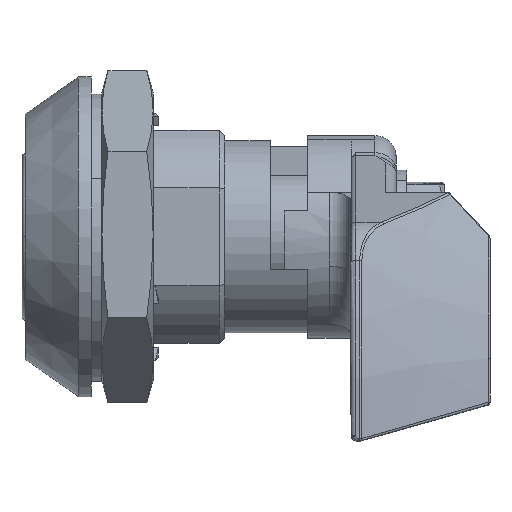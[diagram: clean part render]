
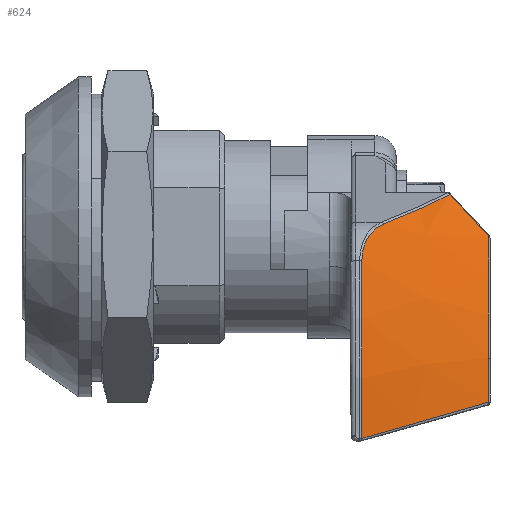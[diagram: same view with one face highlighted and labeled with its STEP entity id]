
A CAD part, left-side view. The second image highlights one B-rep face of the part: STEP entity #624.
In plain terms, the highlighted conical face has half-angle 43.294 degrees and reference radius 31.304 mm.
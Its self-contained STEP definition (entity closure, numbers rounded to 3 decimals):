
#254 = VERTEX_POINT ( 'NONE', #11950 ) ;
#311 = CARTESIAN_POINT ( 'NONE',  ( -21.902, -36.937, 2.579 ) ) ;
#338 = EDGE_LOOP ( 'NONE', ( #6678, #16708, #13740, #3943, #3360, #5071 ) ) ;
#493 = CARTESIAN_POINT ( 'NONE',  ( -32.23, -31.587, -18.907 ) ) ;
#523 = CARTESIAN_POINT ( 'NONE',  ( -27.284, -32.937, 0.853 ) ) ;
#624 = ADVANCED_FACE ( 'NONE', ( #3201 ), #2690, .T. ) ;
#1819 = CARTESIAN_POINT ( 'NONE',  ( -21.94, -36.91, 2.567 ) ) ;
#1840 = CIRCLE ( 'NONE', #10184, 25.689 ) ;
#2035 = CARTESIAN_POINT ( 'NONE',  ( -28.736, -32.034, -0.206 ) ) ;
#2050 = VERTEX_POINT ( 'NONE', #14081 ) ;
#2158 = CARTESIAN_POINT ( 'NONE',  ( -30.044, -31.587, -2.271 ) ) ;
#2671 = AXIS2_PLACEMENT_3D ( 'NONE', #6086, #16755, #7607 ) ;
#2690 = CONICAL_SURFACE ( 'NONE', #8882, 31.304, 0.756 ) ;
#3201 = FACE_OUTER_BOUND ( 'NONE', #338, .T. ) ;
#3307 = CARTESIAN_POINT ( 'NONE',  ( -18.095, -39.418, 3.759 ) ) ;
#3326 = EDGE_CURVE ( 'NONE', #17871, #10622, #1840, .T. ) ;
#3360 = ORIENTED_EDGE ( 'NONE', *, *, #19201, .F. ) ;
#3367 = CARTESIAN_POINT ( 'NONE',  ( -24.816, -34.839, 1.682 ) ) ;
#3417 = DIRECTION ( 'NONE',  ( 0., 1., 0. ) ) ;
#3427 = CARTESIAN_POINT ( 'NONE',  ( -16.138, -43.506, 0.012 ) ) ;
#3580 = CARTESIAN_POINT ( 'NONE',  ( -29.729, -31.619, -1.536 ) ) ;
#3613 = CARTESIAN_POINT ( 'NONE',  ( -32.23, -31.587, -18.907 ) ) ;
#3943 = ORIENTED_EDGE ( 'NONE', *, *, #3326, .T. ) ;
#4271 = EDGE_CURVE ( 'NONE', #254, #2050, #13637, .T. ) ;
#4802 = CARTESIAN_POINT ( 'NONE',  ( -20.008, -38.214, 3.166 ) ) ;
#4976 = CARTESIAN_POINT ( 'NONE',  ( -25.932, -38.413, -16.971 ) ) ;
#4986 = EDGE_CURVE ( 'NONE', #17871, #9261, #5903, .T. ) ;
#5066 = CARTESIAN_POINT ( 'NONE',  ( -30.044, -31.587, -2.271 ) ) ;
#5071 = ORIENTED_EDGE ( 'NONE', *, *, #4271, .T. ) ;
#5903 = B_SPLINE_CURVE_WITH_KNOTS ( 'NONE', 3,
 ( #12562, #11002, #7951, #14093, #4976, #15645, #6504, #17169, #8021, #18723, #9536, #493 ),
 .UNSPECIFIED., .F., .F.,
 ( 4, 1, 1, 1, 1, 1, 1, 1, 1, 4 ),
 ( 0., 0.111, 0.222, 0.333, 0.444, 0.556, 0.667, 0.778, 0.889, 1. ),
 .UNSPECIFIED. ) ;
#6086 = CARTESIAN_POINT ( 'NONE',  ( 4.509, -31.587, -15.272 ) ) ;
#6317 = CARTESIAN_POINT ( 'NONE',  ( -20.976, -37.571, 2.866 ) ) ;
#6399 = CARTESIAN_POINT ( 'NONE',  ( -16.916, -41.169, 2.59 ) ) ;
#6504 = CARTESIAN_POINT ( 'NONE',  ( -28.335, -35.816, -17.71 ) ) ;
#6678 = ORIENTED_EDGE ( 'NONE', *, *, #19237, .T. ) ;
#7607 = DIRECTION ( 'NONE',  ( -0.936, 0., 0.352 ) ) ;
#7840 = CARTESIAN_POINT ( 'NONE',  ( -21.609, -37.14, 2.67 ) ) ;
#7853 = CARTESIAN_POINT ( 'NONE',  ( -17.339, -39.856, 3.991 ) ) ;
#7918 = CARTESIAN_POINT ( 'NONE',  ( -16.263, -43.14, 0.424 ) ) ;
#7951 = CARTESIAN_POINT ( 'NONE',  ( -22.972, -41.593, -16.061 ) ) ;
#8021 = CARTESIAN_POINT ( 'NONE',  ( -30.377, -33.601, -18.337 ) ) ;
#8049 = CARTESIAN_POINT ( 'NONE',  ( -26.364, -33.631, 1.199 ) ) ;
#8882 = AXIS2_PLACEMENT_3D ( 'NONE', #19608, #16541, #10432 ) ;
#9261 = VERTEX_POINT ( 'NONE', #3613 ) ;
#9292 = VERTEX_POINT ( 'NONE', #2158 ) ;
#9363 = CARTESIAN_POINT ( 'NONE',  ( -21.865, -36.962, 2.59 ) ) ;
#9536 = CARTESIAN_POINT ( 'NONE',  ( -31.939, -31.904, -18.817 ) ) ;
#10184 = AXIS2_PLACEMENT_3D ( 'NONE', #12484, #3417, #14026 ) ;
#10432 = DIRECTION ( 'NONE',  ( 0.924, 0., 0.381 ) ) ;
#10622 = VERTEX_POINT ( 'NONE', #3427 ) ;
#10886 = CARTESIAN_POINT ( 'NONE',  ( -21.927, -36.92, 2.571 ) ) ;
#11002 = CARTESIAN_POINT ( 'NONE',  ( -21.798, -42.847, -15.698 ) ) ;
#11110 = CARTESIAN_POINT ( 'NONE',  ( -28.07, -32.418, 0.367 ) ) ;
#11950 = CARTESIAN_POINT ( 'NONE',  ( -17.339, -39.856, 3.991 ) ) ;
#12103 = B_SPLINE_CURVE_WITH_KNOTS ( 'NONE', 3,
 ( #7853, #13999, #6399, #17073, #7918, #18622 ),
 .UNSPECIFIED., .F., .F.,
 ( 4, 1, 1, 4 ),
 ( 0., 0.333, 0.667, 1. ),
 .UNSPECIFIED. ) ;
#12368 = CARTESIAN_POINT ( 'NONE',  ( -17.339, -39.856, 3.991 ) ) ;
#12434 = CARTESIAN_POINT ( 'NONE',  ( -23.347, -35.93, 2.132 ) ) ;
#12484 = CARTESIAN_POINT ( 'NONE',  ( 4.509, -43.506, -15.272 ) ) ;
#12562 = CARTESIAN_POINT ( 'NONE',  ( -21.179, -43.506, -15.506 ) ) ;
#12642 = CARTESIAN_POINT ( 'NONE',  ( -29.287, -31.772, -0.844 ) ) ;
#13637 = B_SPLINE_CURVE_WITH_KNOTS ( 'NONE', 3,
 ( #12368, #3307, #13910, #4802, #15455, #6317, #16987, #7840, #18548, #9363, #311, #10886, #1819, #12434, #3367, #13984 ),
 .UNSPECIFIED., .F., .F.,
 ( 4, 2, 2, 1, 1, 1, 1, 2, 2, 4 ),
 ( 0., 0.25, 0.375, 0.438, 0.469, 0.484, 0.492, 0.496, 0.5, 1. ),
 .UNSPECIFIED. ) ;
#13643 = B_SPLINE_CURVE_WITH_KNOTS ( 'NONE', 3,
 ( #8049, #17194, #523, #11110, #2035, #12642, #3580, #14186, #5066 ),
 .UNSPECIFIED., .F., .F.,
 ( 4, 1, 1, 1, 1, 1, 4 ),
 ( 0., 0.167, 0.333, 0.5, 0.667, 0.833, 1. ),
 .UNSPECIFIED. ) ;
#13674 = CARTESIAN_POINT ( 'NONE',  ( -21.179, -43.506, -15.506 ) ) ;
#13740 = ORIENTED_EDGE ( 'NONE', *, *, #4986, .F. ) ;
#13910 = CARTESIAN_POINT ( 'NONE',  ( -18.856, -38.952, 3.523 ) ) ;
#13984 = CARTESIAN_POINT ( 'NONE',  ( -26.364, -33.631, 1.199 ) ) ;
#13999 = CARTESIAN_POINT ( 'NONE',  ( -17.196, -40.303, 3.517 ) ) ;
#14026 = DIRECTION ( 'NONE',  ( -1., 0., -0.009 ) ) ;
#14081 = CARTESIAN_POINT ( 'NONE',  ( -26.364, -33.631, 1.199 ) ) ;
#14093 = CARTESIAN_POINT ( 'NONE',  ( -24.533, -39.919, -16.541 ) ) ;
#14186 = CARTESIAN_POINT ( 'NONE',  ( -29.951, -31.587, -2.022 ) ) ;
#14325 = CIRCLE ( 'NONE', #2671, 36.918 ) ;
#14464 = EDGE_CURVE ( 'NONE', #9292, #9261, #14325, .T. ) ;
#15455 = CARTESIAN_POINT ( 'NONE',  ( -20.394, -37.961, 3.046 ) ) ;
#15645 = CARTESIAN_POINT ( 'NONE',  ( -27.19, -37.054, -17.358 ) ) ;
#16541 = DIRECTION ( 'NONE',  ( 0., 1., 0. ) ) ;
#16708 = ORIENTED_EDGE ( 'NONE', *, *, #14464, .T. ) ;
#16755 = DIRECTION ( 'NONE',  ( 0., -1., 0. ) ) ;
#16987 = CARTESIAN_POINT ( 'NONE',  ( -21.267, -37.374, 2.776 ) ) ;
#17073 = CARTESIAN_POINT ( 'NONE',  ( -16.517, -42.382, 1.268 ) ) ;
#17169 = CARTESIAN_POINT ( 'NONE',  ( -29.391, -34.672, -18.034 ) ) ;
#17194 = CARTESIAN_POINT ( 'NONE',  ( -26.683, -33.382, 1.1 ) ) ;
#17871 = VERTEX_POINT ( 'NONE', #13674 ) ;
#18548 = CARTESIAN_POINT ( 'NONE',  ( -21.78, -37.022, 2.617 ) ) ;
#18622 = CARTESIAN_POINT ( 'NONE',  ( -16.138, -43.506, 0.012 ) ) ;
#18723 = CARTESIAN_POINT ( 'NONE',  ( -31.339, -32.556, -18.633 ) ) ;
#19201 = EDGE_CURVE ( 'NONE', #254, #10622, #12103, .T. ) ;
#19237 = EDGE_CURVE ( 'NONE', #2050, #9292, #13643, .T. ) ;
#19608 = CARTESIAN_POINT ( 'NONE',  ( 4.509, -37.546, -15.272 ) ) ;
